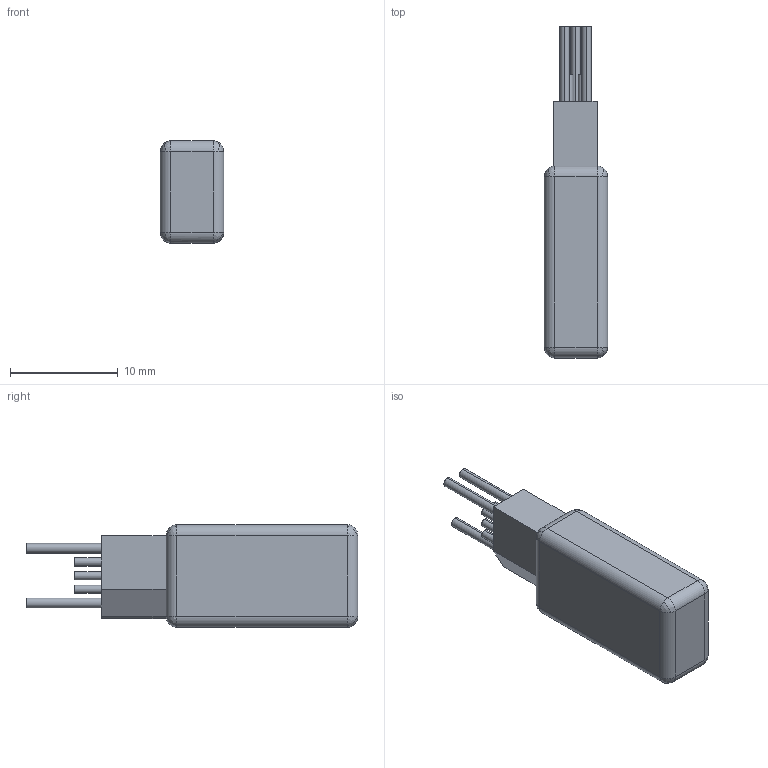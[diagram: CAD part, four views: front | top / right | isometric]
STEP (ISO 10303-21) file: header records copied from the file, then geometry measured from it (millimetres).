
FILE_DESCRIPTION (( 'STEP AP214' ), '1' );
FILE_NAME ('2C72B43D-3578-4A16-867B-032CB5378326.STEP', '2023-10-30T06:24:04', ( '' ), ( '' ), 'SwSTEP 2.0', 'SolidWorks 2022', '' );
FILE_SCHEMA (( 'AUTOMOTIVE_DESIGN' ));
Length unit declared in the file: millimetre
Products named in the file (1): 2C72B43D-3578-4A16-867B-032CB5378326
Bounding box: 5.9 x 30.8 x 9.5 mm (x, y, z)
Volume: 1151.1 mm3; surface area: 825.3 mm2
Topology: 1 solids, 1 shells, 73 faces, 180 edges, 102 vertices
Faces by surface type: cylinder 32, plane 25, bspline 16
Entity records: 2952 total; most frequent: CARTESIAN_POINT 580, DIRECTION 378, ORIENTED_EDGE 328, EDGE_CURVE 164, AXIS2_PLACEMENT_3D 156, VERTEX_POINT 102, CIRCLE 98, EDGE_LOOP 82
